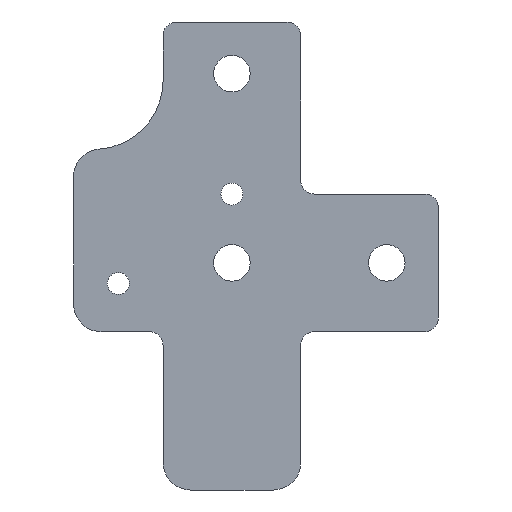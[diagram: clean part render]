
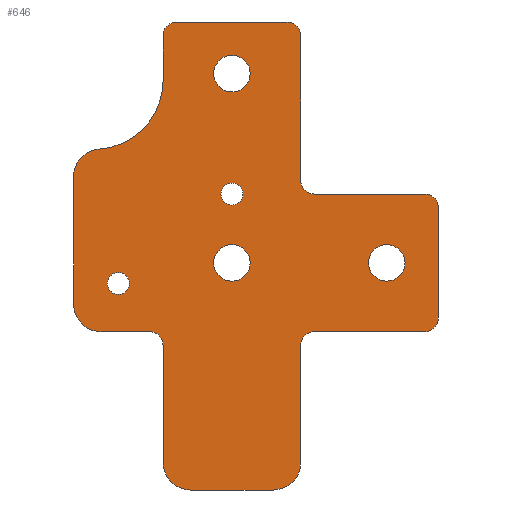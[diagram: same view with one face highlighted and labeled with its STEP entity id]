
A CAD part, front view. The second image highlights one B-rep face of the part: STEP entity #646.
In plain terms, the highlighted planar face has unit normal (0, -1, 0).
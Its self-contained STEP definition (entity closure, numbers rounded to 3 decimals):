
#24=LINE('',#987,#76);
#28=LINE('',#999,#80);
#32=LINE('',#1011,#84);
#36=LINE('',#1023,#88);
#40=LINE('',#1035,#92);
#44=LINE('',#1047,#96);
#49=LINE('',#1065,#101);
#53=LINE('',#1077,#105);
#57=LINE('',#1089,#109);
#61=LINE('',#1101,#113);
#65=LINE('',#1112,#117);
#76=VECTOR('',#798,10.);
#80=VECTOR('',#810,10.);
#84=VECTOR('',#822,10.);
#88=VECTOR('',#834,10.);
#92=VECTOR('',#846,10.);
#96=VECTOR('',#858,10.);
#101=VECTOR('',#877,10.);
#105=VECTOR('',#889,10.);
#109=VECTOR('',#901,10.);
#113=VECTOR('',#913,10.);
#117=VECTOR('',#925,10.);
#145=FACE_BOUND('',#225,.T.);
#146=FACE_BOUND('',#226,.T.);
#147=FACE_BOUND('',#227,.T.);
#148=FACE_BOUND('',#228,.T.);
#149=FACE_BOUND('',#229,.T.);
#183=FACE_OUTER_BOUND('',#224,.T.);
#224=EDGE_LOOP('',(#570,#571,#572,#573,#574,#575,#576,#577,#578,#579,#580,
#581,#582,#583,#584,#585,#586,#587,#588,#589,#590,#591,#592));
#225=EDGE_LOOP('',(#593));
#226=EDGE_LOOP('',(#594));
#227=EDGE_LOOP('',(#595));
#228=EDGE_LOOP('',(#596));
#229=EDGE_LOOP('',(#597));
#237=CIRCLE('',#673,2.65);
#238=CIRCLE('',#675,1.6);
#239=CIRCLE('',#677,1.6);
#241=CIRCLE('',#680,2.65);
#243=CIRCLE('',#683,2.65);
#244=CIRCLE('',#685,2.);
#246=CIRCLE('',#689,2.);
#248=CIRCLE('',#693,2.);
#250=CIRCLE('',#697,2.);
#252=CIRCLE('',#701,2.);
#254=CIRCLE('',#705,2.);
#256=CIRCLE('',#709,10.);
#258=CIRCLE('',#712,4.);
#260=CIRCLE('',#716,4.);
#262=CIRCLE('',#720,2.);
#264=CIRCLE('',#724,4.);
#266=CIRCLE('',#728,4.);
#275=VERTEX_POINT('',#953);
#276=VERTEX_POINT('',#957);
#277=VERTEX_POINT('',#961);
#279=VERTEX_POINT('',#967);
#281=VERTEX_POINT('',#973);
#282=VERTEX_POINT('',#977);
#283=VERTEX_POINT('',#978);
#286=VERTEX_POINT('',#986);
#288=VERTEX_POINT('',#992);
#290=VERTEX_POINT('',#998);
#292=VERTEX_POINT('',#1004);
#294=VERTEX_POINT('',#1010);
#296=VERTEX_POINT('',#1016);
#298=VERTEX_POINT('',#1022);
#300=VERTEX_POINT('',#1028);
#302=VERTEX_POINT('',#1034);
#304=VERTEX_POINT('',#1040);
#306=VERTEX_POINT('',#1046);
#308=VERTEX_POINT('',#1052);
#310=VERTEX_POINT('',#1058);
#312=VERTEX_POINT('',#1064);
#314=VERTEX_POINT('',#1070);
#316=VERTEX_POINT('',#1076);
#318=VERTEX_POINT('',#1082);
#320=VERTEX_POINT('',#1088);
#322=VERTEX_POINT('',#1094);
#324=VERTEX_POINT('',#1100);
#326=VERTEX_POINT('',#1106);
#338=EDGE_CURVE('',#275,#275,#237,.T.);
#340=EDGE_CURVE('',#276,#276,#238,.T.);
#342=EDGE_CURVE('',#277,#277,#239,.T.);
#345=EDGE_CURVE('',#279,#279,#241,.T.);
#348=EDGE_CURVE('',#281,#281,#243,.T.);
#349=EDGE_CURVE('',#282,#283,#244,.T.);
#353=EDGE_CURVE('',#286,#283,#24,.T.);
#356=EDGE_CURVE('',#288,#286,#246,.T.);
#359=EDGE_CURVE('',#290,#288,#28,.T.);
#362=EDGE_CURVE('',#292,#290,#248,.T.);
#365=EDGE_CURVE('',#294,#292,#32,.T.);
#368=EDGE_CURVE('',#294,#296,#250,.T.);
#371=EDGE_CURVE('',#298,#296,#36,.T.);
#374=EDGE_CURVE('',#300,#298,#252,.T.);
#377=EDGE_CURVE('',#302,#300,#40,.T.);
#380=EDGE_CURVE('',#304,#302,#254,.T.);
#383=EDGE_CURVE('',#306,#304,#44,.T.);
#386=EDGE_CURVE('',#306,#308,#256,.T.);
#389=EDGE_CURVE('',#310,#308,#258,.T.);
#392=EDGE_CURVE('',#312,#310,#49,.T.);
#395=EDGE_CURVE('',#314,#312,#260,.T.);
#398=EDGE_CURVE('',#316,#314,#53,.T.);
#401=EDGE_CURVE('',#316,#318,#262,.T.);
#404=EDGE_CURVE('',#320,#318,#57,.T.);
#407=EDGE_CURVE('',#322,#320,#264,.T.);
#410=EDGE_CURVE('',#324,#322,#61,.T.);
#413=EDGE_CURVE('',#326,#324,#266,.T.);
#416=EDGE_CURVE('',#282,#326,#65,.T.);
#570=ORIENTED_EDGE('',*,*,#416,.F.);
#571=ORIENTED_EDGE('',*,*,#349,.T.);
#572=ORIENTED_EDGE('',*,*,#353,.F.);
#573=ORIENTED_EDGE('',*,*,#356,.F.);
#574=ORIENTED_EDGE('',*,*,#359,.F.);
#575=ORIENTED_EDGE('',*,*,#362,.F.);
#576=ORIENTED_EDGE('',*,*,#365,.F.);
#577=ORIENTED_EDGE('',*,*,#368,.T.);
#578=ORIENTED_EDGE('',*,*,#371,.F.);
#579=ORIENTED_EDGE('',*,*,#374,.F.);
#580=ORIENTED_EDGE('',*,*,#377,.F.);
#581=ORIENTED_EDGE('',*,*,#380,.F.);
#582=ORIENTED_EDGE('',*,*,#383,.F.);
#583=ORIENTED_EDGE('',*,*,#386,.T.);
#584=ORIENTED_EDGE('',*,*,#389,.F.);
#585=ORIENTED_EDGE('',*,*,#392,.F.);
#586=ORIENTED_EDGE('',*,*,#395,.F.);
#587=ORIENTED_EDGE('',*,*,#398,.F.);
#588=ORIENTED_EDGE('',*,*,#401,.T.);
#589=ORIENTED_EDGE('',*,*,#404,.F.);
#590=ORIENTED_EDGE('',*,*,#407,.F.);
#591=ORIENTED_EDGE('',*,*,#410,.F.);
#592=ORIENTED_EDGE('',*,*,#413,.F.);
#593=ORIENTED_EDGE('',*,*,#348,.F.);
#594=ORIENTED_EDGE('',*,*,#345,.F.);
#595=ORIENTED_EDGE('',*,*,#342,.F.);
#596=ORIENTED_EDGE('',*,*,#340,.F.);
#597=ORIENTED_EDGE('',*,*,#338,.F.);
#612=PLANE('',#732);
#646=ADVANCED_FACE('',(#183,#145,#146,#147,#148,#149),#612,.F.);
#673=AXIS2_PLACEMENT_3D('',#955,#762,#763);
#675=AXIS2_PLACEMENT_3D('',#959,#767,#768);
#677=AXIS2_PLACEMENT_3D('',#963,#772,#773);
#680=AXIS2_PLACEMENT_3D('',#969,#779,#780);
#683=AXIS2_PLACEMENT_3D('',#975,#786,#787);
#685=AXIS2_PLACEMENT_3D('',#979,#790,#791);
#689=AXIS2_PLACEMENT_3D('',#993,#803,#804);
#693=AXIS2_PLACEMENT_3D('',#1005,#815,#816);
#697=AXIS2_PLACEMENT_3D('',#1017,#827,#828);
#701=AXIS2_PLACEMENT_3D('',#1029,#839,#840);
#705=AXIS2_PLACEMENT_3D('',#1041,#851,#852);
#709=AXIS2_PLACEMENT_3D('',#1053,#863,#864);
#712=AXIS2_PLACEMENT_3D('',#1059,#870,#871);
#716=AXIS2_PLACEMENT_3D('',#1071,#882,#883);
#720=AXIS2_PLACEMENT_3D('',#1083,#894,#895);
#724=AXIS2_PLACEMENT_3D('',#1095,#906,#907);
#728=AXIS2_PLACEMENT_3D('',#1107,#918,#919);
#732=AXIS2_PLACEMENT_3D('',#1115,#929,#930);
#762=DIRECTION('center_axis',(0.,-1.,0.));
#763=DIRECTION('ref_axis',(1.,0.,0.));
#767=DIRECTION('center_axis',(0.,-1.,0.));
#768=DIRECTION('ref_axis',(1.,0.,0.));
#772=DIRECTION('center_axis',(0.,-1.,0.));
#773=DIRECTION('ref_axis',(1.,0.,0.));
#779=DIRECTION('center_axis',(0.,-1.,0.));
#780=DIRECTION('ref_axis',(1.,0.,0.));
#786=DIRECTION('center_axis',(0.,-1.,0.));
#787=DIRECTION('ref_axis',(1.,0.,0.));
#790=DIRECTION('center_axis',(0.,1.,0.));
#791=DIRECTION('ref_axis',(-1.,0.,0.));
#798=DIRECTION('',(-1.,0.,0.));
#803=DIRECTION('center_axis',(0.,1.,0.));
#804=DIRECTION('ref_axis',(1.,0.,0.));
#810=DIRECTION('',(0.,0.,-1.));
#815=DIRECTION('center_axis',(0.,1.,0.));
#816=DIRECTION('ref_axis',(0.,0.,1.));
#822=DIRECTION('',(1.,0.,0.));
#827=DIRECTION('center_axis',(0.,1.,0.));
#828=DIRECTION('ref_axis',(0.,0.,-1.));
#834=DIRECTION('',(0.,0.,-1.));
#839=DIRECTION('center_axis',(0.,1.,0.));
#840=DIRECTION('ref_axis',(0.,0.,1.));
#846=DIRECTION('',(1.,0.,0.));
#851=DIRECTION('center_axis',(0.,1.,0.));
#852=DIRECTION('ref_axis',(-1.,0.,0.));
#858=DIRECTION('',(0.,0.,1.));
#863=DIRECTION('center_axis',(0.,1.,0.));
#864=DIRECTION('ref_axis',(1.,0.,0.));
#870=DIRECTION('center_axis',(0.,1.,0.));
#871=DIRECTION('ref_axis',(-1.,0.,0.));
#877=DIRECTION('',(0.,0.,1.));
#882=DIRECTION('center_axis',(0.,1.,0.));
#883=DIRECTION('ref_axis',(0.,0.,-1.));
#889=DIRECTION('',(-1.,0.,0.));
#894=DIRECTION('center_axis',(0.,1.,0.));
#895=DIRECTION('ref_axis',(0.,0.,1.));
#901=DIRECTION('',(0.,0.,1.));
#906=DIRECTION('center_axis',(0.,1.,0.));
#907=DIRECTION('ref_axis',(0.,0.,-1.));
#913=DIRECTION('',(-1.,0.,0.));
#918=DIRECTION('center_axis',(0.,1.,0.));
#919=DIRECTION('ref_axis',(1.,0.,0.));
#925=DIRECTION('',(0.,0.,-1.));
#929=DIRECTION('center_axis',(0.,1.,0.));
#930=DIRECTION('ref_axis',(1.,0.,0.));
#953=CARTESIAN_POINT('',(16.35,0.,-12.5));
#955=CARTESIAN_POINT('Origin',(19.,0.,-12.5));
#957=CARTESIAN_POINT('',(-5.1,0.,-2.5));
#959=CARTESIAN_POINT('Origin',(-3.5,0.,-2.5));
#961=CARTESIAN_POINT('',(-21.6,0.,-15.5));
#963=CARTESIAN_POINT('Origin',(-20.,0.,-15.5));
#967=CARTESIAN_POINT('',(-6.15,0.,-12.5));
#969=CARTESIAN_POINT('Origin',(-3.5,0.,-12.5));
#973=CARTESIAN_POINT('',(-6.15,0.,15.));
#975=CARTESIAN_POINT('Origin',(-3.5,0.,15.));
#977=CARTESIAN_POINT('',(6.5,0.,-24.5));
#978=CARTESIAN_POINT('',(8.5,0.,-22.5));
#979=CARTESIAN_POINT('Origin',(8.5,0.,-24.5));
#986=CARTESIAN_POINT('',(24.5,0.,-22.5));
#987=CARTESIAN_POINT('',(24.5,0.,-22.5));
#992=CARTESIAN_POINT('',(26.5,0.,-20.5));
#993=CARTESIAN_POINT('Origin',(24.5,0.,-20.5));
#998=CARTESIAN_POINT('',(26.5,0.,-4.5));
#999=CARTESIAN_POINT('',(26.5,0.,-4.5));
#1004=CARTESIAN_POINT('',(24.5,0.,-2.5));
#1005=CARTESIAN_POINT('Origin',(24.5,0.,-4.5));
#1010=CARTESIAN_POINT('',(8.5,0.,-2.5));
#1011=CARTESIAN_POINT('',(8.5,0.,-2.5));
#1016=CARTESIAN_POINT('',(6.5,0.,-0.5));
#1017=CARTESIAN_POINT('Origin',(8.5,0.,-0.5));
#1022=CARTESIAN_POINT('',(6.5,0.,20.5));
#1023=CARTESIAN_POINT('',(6.5,0.,20.5));
#1028=CARTESIAN_POINT('',(4.5,0.,22.5));
#1029=CARTESIAN_POINT('Origin',(4.5,0.,20.5));
#1034=CARTESIAN_POINT('',(-11.5,0.,22.5));
#1035=CARTESIAN_POINT('',(-11.5,0.,22.5));
#1040=CARTESIAN_POINT('',(-13.5,0.,20.5));
#1041=CARTESIAN_POINT('Origin',(-11.5,0.,20.5));
#1046=CARTESIAN_POINT('',(-13.5,0.,14.));
#1047=CARTESIAN_POINT('',(-13.5,0.,14.));
#1052=CARTESIAN_POINT('',(-22.786,0.,4.026));
#1053=CARTESIAN_POINT('Origin',(-23.5,0.,14.));
#1058=CARTESIAN_POINT('',(-26.5,0.,0.036));
#1059=CARTESIAN_POINT('Origin',(-22.5,0.,0.036));
#1064=CARTESIAN_POINT('',(-26.5,0.,-18.5));
#1065=CARTESIAN_POINT('',(-26.5,0.,-18.5));
#1070=CARTESIAN_POINT('',(-22.5,0.,-22.5));
#1071=CARTESIAN_POINT('Origin',(-22.5,0.,-18.5));
#1076=CARTESIAN_POINT('',(-15.5,0.,-22.5));
#1077=CARTESIAN_POINT('',(24.5,0.,-22.5));
#1082=CARTESIAN_POINT('',(-13.5,0.,-24.5));
#1083=CARTESIAN_POINT('Origin',(-15.5,0.,-24.5));
#1088=CARTESIAN_POINT('',(-13.5,0.,-41.5));
#1089=CARTESIAN_POINT('',(-13.5,0.,-45.5));
#1094=CARTESIAN_POINT('',(-9.5,0.,-45.5));
#1095=CARTESIAN_POINT('Origin',(-9.5,0.,-41.5));
#1100=CARTESIAN_POINT('',(2.5,0.,-45.5));
#1101=CARTESIAN_POINT('',(6.5,0.,-45.5));
#1106=CARTESIAN_POINT('',(6.5,0.,-41.5));
#1107=CARTESIAN_POINT('Origin',(2.5,0.,-41.5));
#1112=CARTESIAN_POINT('',(6.5,0.,-22.5));
#1115=CARTESIAN_POINT('Origin',(0.,0.,-11.5));
